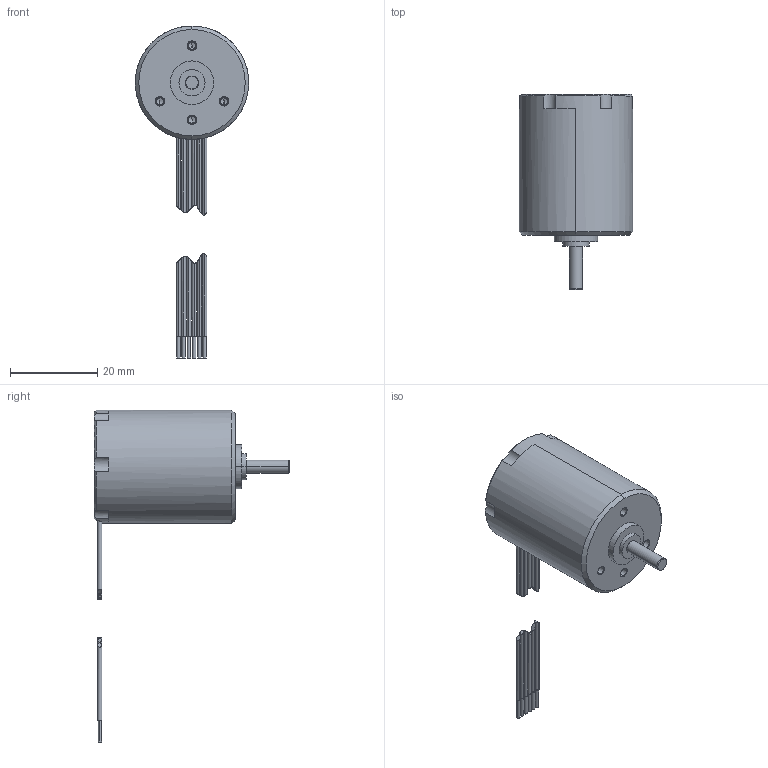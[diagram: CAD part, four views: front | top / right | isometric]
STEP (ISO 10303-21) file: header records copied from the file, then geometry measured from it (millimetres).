
FILE_DESCRIPTION((''),'2;1');
FILE_NAME('26BC_6A_ASM','2016-03-10T',('vinayak.bharmal'),(''),'PRO/ENGINEER BY PARAMETRIC TECHNOLOGY CORPORATION, 2014310','PRO/ENGINEER BY PARAMETRIC TECHNOLOGY CORPORATION, 2014310','');
FILE_SCHEMA(('CONFIG_CONTROL_DESIGN'));
Length unit declared in the file: millimetre
Products named in the file (1): 26BC_6A_ASM
Bounding box: 26 x 44.8 x 76.09 mm (x, y, z)
Volume: 17318.3 mm3; surface area: 4911.7 mm2
Topology: 7 solids, 8 shells, 253 faces, 597 edges, 353 vertices
Faces by surface type: cylinder 123, plane 61, cone 45, extrusion 12, torus 6, bspline 6
Entity records: 7757 total; most frequent: CARTESIAN_POINT 1990, DIRECTION 1252, ORIENTED_EDGE 1130, EDGE_CURVE 565, AXIS2_PLACEMENT_3D 506, VERTEX_POINT 353, EDGE_LOOP 292, CIRCLE 271
